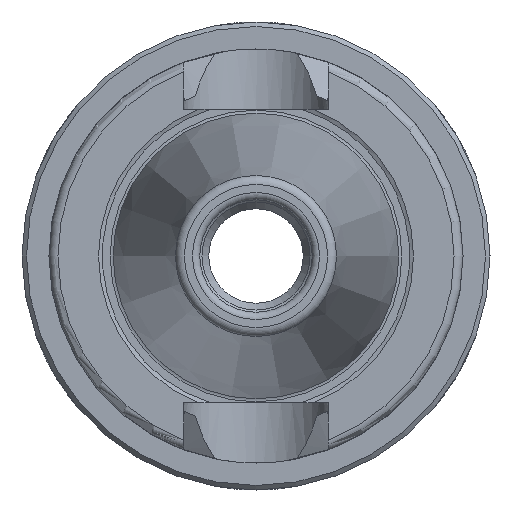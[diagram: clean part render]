
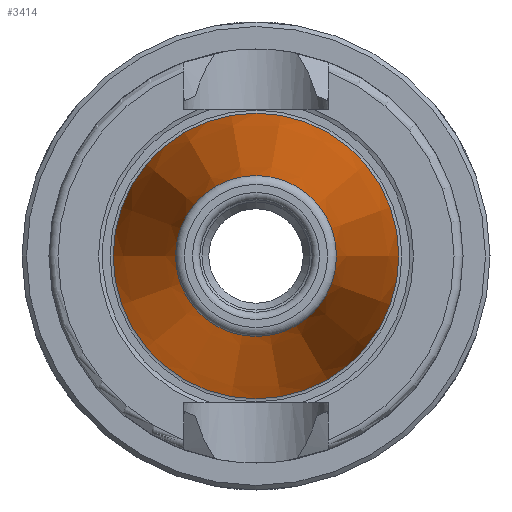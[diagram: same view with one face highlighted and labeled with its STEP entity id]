
A CAD part, left-side view. The second image highlights one B-rep face of the part: STEP entity #3414.
In plain terms, the highlighted conical face has half-angle 8.297 degrees and reference radius 12.408 mm.
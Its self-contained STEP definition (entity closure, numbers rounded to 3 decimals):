
#3380=CARTESIAN_POINT('',(-47.544,8.941,0.0));
#3381=VERTEX_POINT('',#3380);
#3382=CARTESIAN_POINT('',(-47.544,0.,0.0));
#3383=DIRECTION('',(1.0,0.0,0.0));
#3384=DIRECTION('',(0.0,1.0,0.0));
#3385=AXIS2_PLACEMENT_3D('',#3382,#3383,#3384);
#3386=CIRCLE('',#3385,8.941);
#3387=EDGE_CURVE('',#3381,#3381,#3386,.T.);
#3395=CARTESIAN_POINT('',(-23.772,0.,0.0));
#3396=DIRECTION('',(1.0,0.0,0.0));
#3397=DIRECTION('',(0.0,1.0,0.0));
#3398=AXIS2_PLACEMENT_3D('',#3395,#3396,#3397);
#3399=CONICAL_SURFACE('',#3398,12.408,8.297);
#3400=CARTESIAN_POINT('',(0.0,15.875,0.0));
#3401=VERTEX_POINT('',#3400);
#3402=CARTESIAN_POINT('',(0.0,0.,0.0));
#3403=DIRECTION('',(1.0,0.0,0.0));
#3404=DIRECTION('',(0.0,1.0,0.0));
#3405=AXIS2_PLACEMENT_3D('',#3402,#3403,#3404);
#3406=CIRCLE('',#3405,15.875);
#3407=EDGE_CURVE('',#3401,#3401,#3406,.T.);
#3408=ORIENTED_EDGE('',*,*,#3407,.F.);
#3409=EDGE_LOOP('',(#3408));
#3410=FACE_OUTER_BOUND('',#3409,.T.);
#3411=ORIENTED_EDGE('',*,*,#3387,.T.);
#3412=EDGE_LOOP('',(#3411));
#3413=FACE_BOUND('',#3412,.T.);
#3414=ADVANCED_FACE('',(#3410,#3413),#3399,.T.);
